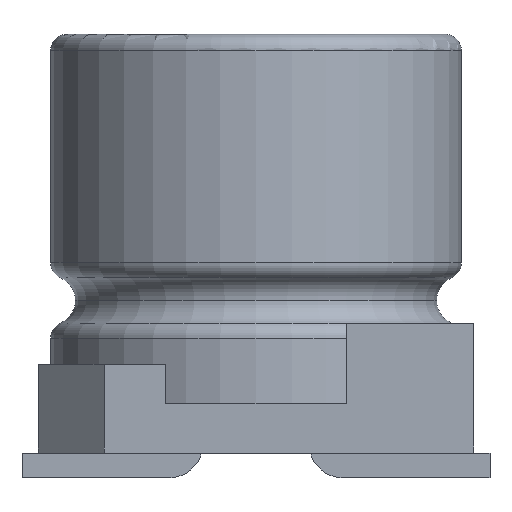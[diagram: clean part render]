
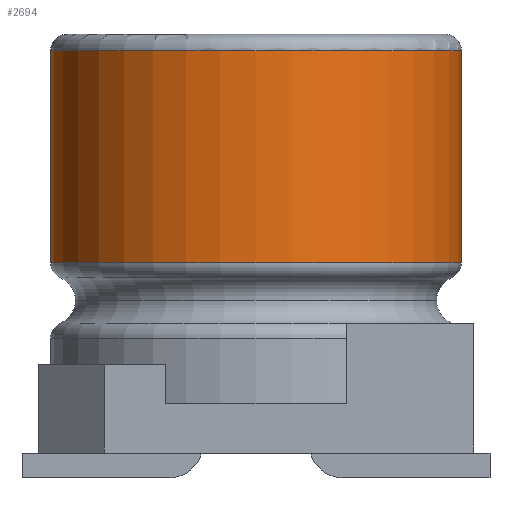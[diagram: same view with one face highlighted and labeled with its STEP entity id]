
A CAD part, front view. The second image highlights one B-rep face of the part: STEP entity #2694.
In plain terms, the highlighted cylindrical face has radius 2.5 mm (diameter 5 mm), a partial arc.
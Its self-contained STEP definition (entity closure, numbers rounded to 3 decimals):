
#993 = ORIENTED_EDGE ( 'NONE', *, *, #6954, .T. ) ;
#1740 = CARTESIAN_POINT ( 'NONE',  ( 2.5, 0., 1.717 ) ) ;
#1771 = VERTEX_POINT ( 'NONE', #10367 ) ;
#1879 = CARTESIAN_POINT ( 'NONE',  ( 2.5, 0., 4.3 ) ) ;
#2624 = VERTEX_POINT ( 'NONE', #1879 ) ;
#2689 = CARTESIAN_POINT ( 'NONE',  ( -2.5, 0., 4.3 ) ) ;
#2694 = ADVANCED_FACE ( 'NONE', ( #10747 ), #8727, .T. ) ;
#2821 = ORIENTED_EDGE ( 'NONE', *, *, #3019, .F. ) ;
#3019 = EDGE_CURVE ( 'NONE', #13222, #1771, #3912, .T. ) ;
#3033 = VECTOR ( 'NONE', #13570, 1000. ) ;
#3145 = DIRECTION ( 'NONE',  ( 0., 0., -1. ) ) ;
#3668 = EDGE_CURVE ( 'NONE', #2624, #10295, #13549, .T. ) ;
#3912 = CIRCLE ( 'NONE', #8646, 2.5 ) ;
#4032 = ORIENTED_EDGE ( 'NONE', *, *, #12292, .F. ) ;
#4122 = DIRECTION ( 'NONE',  ( 0., 0., -1. ) ) ;
#5106 = LINE ( 'NONE', #12866, #9038 ) ;
#5721 = CARTESIAN_POINT ( 'NONE',  ( -2.5, 0., 0. ) ) ;
#5919 = CARTESIAN_POINT ( 'NONE',  ( 0., 0., 1.717 ) ) ;
#6095 = DIRECTION ( 'NONE',  ( 0., 0., -1. ) ) ;
#6256 = DIRECTION ( 'NONE',  ( 1., 0., 0. ) ) ;
#6954 = EDGE_CURVE ( 'NONE', #10295, #1771, #10210, .T. ) ;
#7036 = CARTESIAN_POINT ( 'NONE',  ( 0., 0., 4.3 ) ) ;
#7404 = CARTESIAN_POINT ( 'NONE',  ( 0., 0., 0. ) ) ;
#8646 = AXIS2_PLACEMENT_3D ( 'NONE', #5919, #13493, #9970 ) ;
#8727 = CYLINDRICAL_SURFACE ( 'NONE', #11818, 2.5 ) ;
#9038 = VECTOR ( 'NONE', #4122, 1000. ) ;
#9950 = ORIENTED_EDGE ( 'NONE', *, *, #3668, .T. ) ;
#9970 = DIRECTION ( 'NONE',  ( 1., 0., 0. ) ) ;
#10210 = LINE ( 'NONE', #5721, #3033 ) ;
#10295 = VERTEX_POINT ( 'NONE', #2689 ) ;
#10367 = CARTESIAN_POINT ( 'NONE',  ( -2.5, 0., 1.717 ) ) ;
#10653 = AXIS2_PLACEMENT_3D ( 'NONE', #7036, #6095, #13666 ) ;
#10747 = FACE_OUTER_BOUND ( 'NONE', #12110, .T. ) ;
#11818 = AXIS2_PLACEMENT_3D ( 'NONE', #7404, #3145, #6256 ) ;
#12110 = EDGE_LOOP ( 'NONE', ( #9950, #993, #2821, #4032 ) ) ;
#12292 = EDGE_CURVE ( 'NONE', #2624, #13222, #5106, .T. ) ;
#12866 = CARTESIAN_POINT ( 'NONE',  ( 2.5, 0., 0. ) ) ;
#13222 = VERTEX_POINT ( 'NONE', #1740 ) ;
#13493 = DIRECTION ( 'NONE',  ( 0., 0., -1. ) ) ;
#13549 = CIRCLE ( 'NONE', #10653, 2.5 ) ;
#13570 = DIRECTION ( 'NONE',  ( 0., 0., -1. ) ) ;
#13666 = DIRECTION ( 'NONE',  ( 1., 0., 0. ) ) ;
